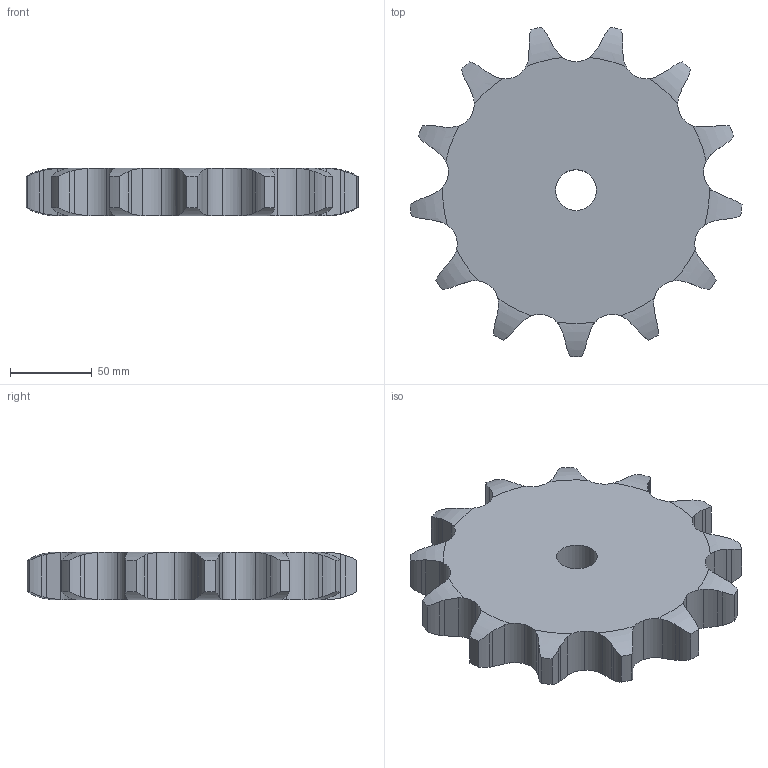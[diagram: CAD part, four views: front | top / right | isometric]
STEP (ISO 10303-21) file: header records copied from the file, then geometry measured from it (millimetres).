
FILE_DESCRIPTION(('FreeCAD Model'),'2;1');
FILE_NAME('Open CASCADE Shape Model','2022-06-26T15:23:59',('FreeCAD'),( 'FreeCAD'),'Open CASCADE STEP processor 7.6','FreeCAD','Unknown');
FILE_SCHEMA(('AUTOMOTIVE_DESIGN { 1 0 10303 214 1 1 1 1 }'));
Length unit declared in the file: millimetre
Products named in the file (1): Open CASCADE STEP translator 7.6 52
Bounding box: 203.42 x 201.99 x 29.4 mm (x, y, z)
Volume: 692215.3 mm3; surface area: 74149.6 mm2
Topology: 1 solids, 1 shells, 148 faces, 438 edges, 292 vertices
Faces by surface type: cylinder 92, plane 28, torus 28
Full cylindrical faces by diameter (mm): 25 x1
Entity records: 13546 total; most frequent: CARTESIAN_POINT 5901, DIRECTION 1092, ORIENTED_EDGE 876, PCURVE 876, DEFINITIONAL_REPRESENTATION 876, B_SPLINE_CURVE_WITH_KNOTS 630, LINE 492, VECTOR 492
